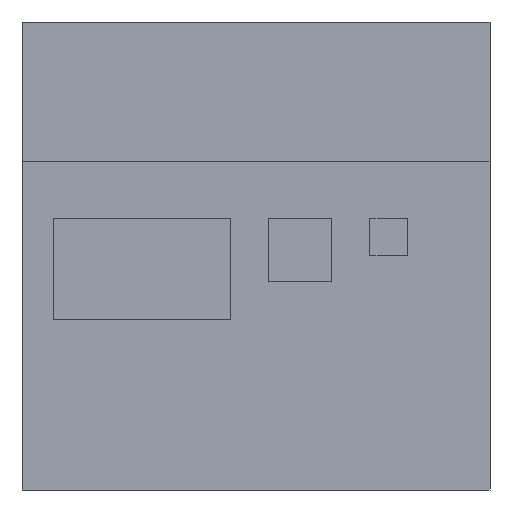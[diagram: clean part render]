
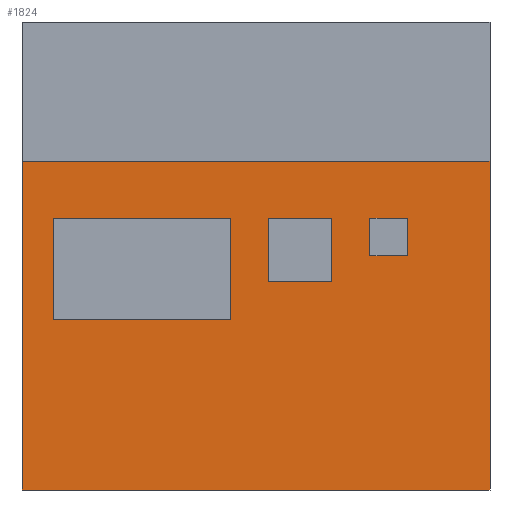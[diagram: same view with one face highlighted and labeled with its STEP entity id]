
A CAD part, front view. The second image highlights one B-rep face of the part: STEP entity #1824.
In plain terms, the highlighted planar face has unit normal (0, -1, 0).
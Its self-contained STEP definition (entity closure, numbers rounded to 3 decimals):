
#20=FACE_BOUND('',#162,.T.);
#21=FACE_BOUND('',#163,.T.);
#22=FACE_BOUND('',#164,.T.);
#68=FACE_OUTER_BOUND('',#161,.T.);
#161=EDGE_LOOP('',(#1337,#1338,#1339,#1340));
#162=EDGE_LOOP('',(#1341,#1342,#1343,#1344));
#163=EDGE_LOOP('',(#1345,#1346,#1347,#1348));
#164=EDGE_LOOP('',(#1349,#1350,#1351,#1352));
#247=LINE('',#2440,#505);
#250=LINE('',#2446,#508);
#253=LINE('',#2452,#511);
#256=LINE('',#2456,#514);
#259=LINE('',#2464,#517);
#262=LINE('',#2470,#520);
#265=LINE('',#2476,#523);
#268=LINE('',#2480,#526);
#269=LINE('',#2484,#527);
#273=LINE('',#2492,#531);
#276=LINE('',#2498,#534);
#279=LINE('',#2503,#537);
#308=LINE('',#2564,#566);
#317=LINE('',#2582,#575);
#329=LINE('',#2604,#587);
#332=LINE('',#2608,#590);
#505=VECTOR('',#1998,10.);
#508=VECTOR('',#2003,10.);
#511=VECTOR('',#2008,10.);
#514=VECTOR('',#2013,10.);
#517=VECTOR('',#2018,10.);
#520=VECTOR('',#2023,10.);
#523=VECTOR('',#2028,10.);
#526=VECTOR('',#2033,10.);
#527=VECTOR('',#2036,10.);
#531=VECTOR('',#2042,10.);
#534=VECTOR('',#2047,10.);
#537=VECTOR('',#2052,10.);
#566=VECTOR('',#2089,10.);
#575=VECTOR('',#2108,10.);
#587=VECTOR('',#2132,10.);
#590=VECTOR('',#2137,10.);
#763=VERTEX_POINT('',#2437);
#764=VERTEX_POINT('',#2439);
#766=VERTEX_POINT('',#2445);
#768=VERTEX_POINT('',#2451);
#771=VERTEX_POINT('',#2461);
#772=VERTEX_POINT('',#2463);
#774=VERTEX_POINT('',#2469);
#776=VERTEX_POINT('',#2475);
#777=VERTEX_POINT('',#2482);
#778=VERTEX_POINT('',#2483);
#781=VERTEX_POINT('',#2491);
#783=VERTEX_POINT('',#2497);
#809=VERTEX_POINT('',#2557);
#812=VERTEX_POINT('',#2562);
#815=VERTEX_POINT('',#2579);
#816=VERTEX_POINT('',#2581);
#935=EDGE_CURVE('',#764,#763,#247,.T.);
#938=EDGE_CURVE('',#766,#764,#250,.T.);
#941=EDGE_CURVE('',#768,#766,#253,.T.);
#944=EDGE_CURVE('',#763,#768,#256,.T.);
#947=EDGE_CURVE('',#772,#771,#259,.T.);
#950=EDGE_CURVE('',#774,#772,#262,.T.);
#953=EDGE_CURVE('',#776,#774,#265,.T.);
#956=EDGE_CURVE('',#771,#776,#268,.T.);
#957=EDGE_CURVE('',#777,#778,#269,.T.);
#961=EDGE_CURVE('',#781,#777,#273,.T.);
#964=EDGE_CURVE('',#783,#781,#276,.T.);
#967=EDGE_CURVE('',#778,#783,#279,.T.);
#996=EDGE_CURVE('',#812,#809,#308,.T.);
#1005=EDGE_CURVE('',#815,#816,#317,.T.);
#1017=EDGE_CURVE('',#812,#816,#329,.T.);
#1020=EDGE_CURVE('',#809,#815,#332,.T.);
#1337=ORIENTED_EDGE('',*,*,#1017,.T.);
#1338=ORIENTED_EDGE('',*,*,#1005,.F.);
#1339=ORIENTED_EDGE('',*,*,#1020,.F.);
#1340=ORIENTED_EDGE('',*,*,#996,.F.);
#1341=ORIENTED_EDGE('',*,*,#941,.T.);
#1342=ORIENTED_EDGE('',*,*,#938,.T.);
#1343=ORIENTED_EDGE('',*,*,#935,.T.);
#1344=ORIENTED_EDGE('',*,*,#944,.T.);
#1345=ORIENTED_EDGE('',*,*,#953,.T.);
#1346=ORIENTED_EDGE('',*,*,#950,.T.);
#1347=ORIENTED_EDGE('',*,*,#947,.T.);
#1348=ORIENTED_EDGE('',*,*,#956,.T.);
#1349=ORIENTED_EDGE('',*,*,#957,.T.);
#1350=ORIENTED_EDGE('',*,*,#967,.T.);
#1351=ORIENTED_EDGE('',*,*,#964,.T.);
#1352=ORIENTED_EDGE('',*,*,#961,.T.);
#1734=PLANE('',#1929);
#1824=ADVANCED_FACE('',(#68,#20,#21,#22),#1734,.T.);
#1929=AXIS2_PLACEMENT_3D('',#2607,#2135,#2136);
#1998=DIRECTION('',(0.,0.,1.));
#2003=DIRECTION('',(-1.,0.,0.));
#2008=DIRECTION('',(0.,0.,-1.));
#2013=DIRECTION('',(1.,0.,0.));
#2018=DIRECTION('',(0.,0.,1.));
#2023=DIRECTION('',(-1.,0.,0.));
#2028=DIRECTION('',(0.,0.,-1.));
#2033=DIRECTION('',(1.,0.,0.));
#2036=DIRECTION('',(0.,0.,-1.));
#2042=DIRECTION('',(1.,0.,0.));
#2047=DIRECTION('',(0.,0.,1.));
#2052=DIRECTION('',(-1.,0.,0.));
#2089=DIRECTION('',(-1.,0.,0.));
#2108=DIRECTION('',(1.,0.,0.));
#2132=DIRECTION('',(0.,0.,1.));
#2135=DIRECTION('center_axis',(0.,-1.,0.));
#2136=DIRECTION('ref_axis',(1.,0.,0.));
#2137=DIRECTION('',(0.,0.,1.));
#2437=CARTESIAN_POINT('',(37.,-2.,41.));
#2439=CARTESIAN_POINT('',(37.,-2.,31.));
#2440=CARTESIAN_POINT('',(37.,-2.,15.5));
#2445=CARTESIAN_POINT('',(47.,-2.,31.));
#2446=CARTESIAN_POINT('',(22.5,-2.,31.));
#2451=CARTESIAN_POINT('',(47.,-2.,41.));
#2452=CARTESIAN_POINT('',(47.,-2.,20.5));
#2456=CARTESIAN_POINT('',(17.5,-2.,41.));
#2461=CARTESIAN_POINT('',(53.,-2.,41.));
#2463=CARTESIAN_POINT('',(53.,-2.,35.));
#2464=CARTESIAN_POINT('',(53.,-2.,17.5));
#2469=CARTESIAN_POINT('',(59.,-2.,35.));
#2470=CARTESIAN_POINT('',(28.5,-2.,35.));
#2475=CARTESIAN_POINT('',(59.,-2.,41.));
#2476=CARTESIAN_POINT('',(59.,-2.,20.5));
#2480=CARTESIAN_POINT('',(25.5,-2.,41.));
#2482=CARTESIAN_POINT('',(31.,-2.,41.));
#2483=CARTESIAN_POINT('',(31.,-2.,25.));
#2484=CARTESIAN_POINT('',(31.,-2.,20.5));
#2491=CARTESIAN_POINT('',(3.,-2.,41.));
#2492=CARTESIAN_POINT('',(0.5,-2.,41.));
#2497=CARTESIAN_POINT('',(3.,-2.,25.));
#2498=CARTESIAN_POINT('',(3.,-2.,12.5));
#2503=CARTESIAN_POINT('',(14.5,-2.,25.));
#2557=CARTESIAN_POINT('',(-2.,-2.,-2.));
#2562=CARTESIAN_POINT('',(72.,-2.,-2.));
#2564=CARTESIAN_POINT('',(-2.,-2.,-2.));
#2579=CARTESIAN_POINT('',(-2.,-2.,50.));
#2581=CARTESIAN_POINT('',(72.,-2.,50.));
#2582=CARTESIAN_POINT('',(-2.,-2.,50.));
#2604=CARTESIAN_POINT('',(72.,-2.,0.));
#2607=CARTESIAN_POINT('Origin',(-2.,-2.,0.));
#2608=CARTESIAN_POINT('',(-2.,-2.,0.));
